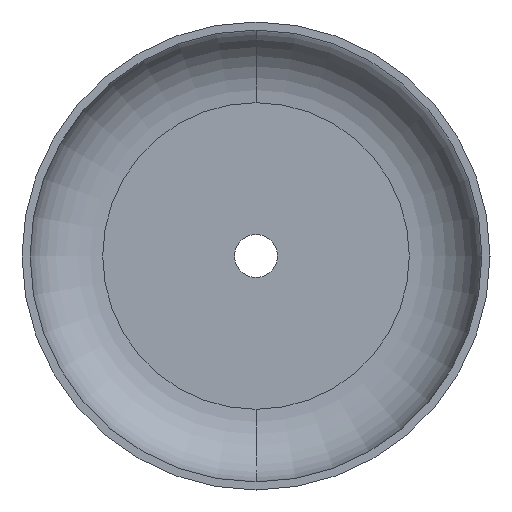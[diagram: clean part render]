
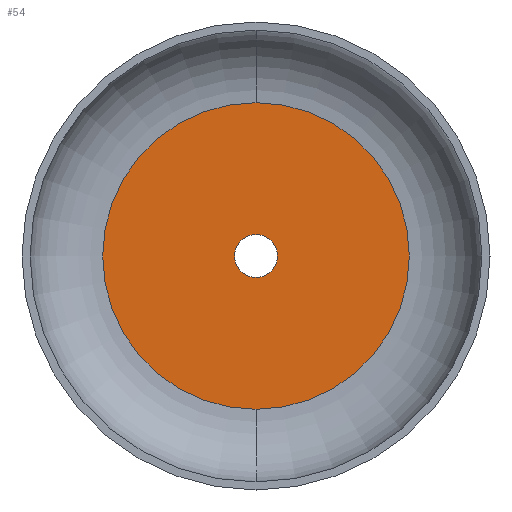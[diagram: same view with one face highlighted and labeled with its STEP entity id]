
A CAD part, front view. The second image highlights one B-rep face of the part: STEP entity #54.
In plain terms, the highlighted planar face has unit normal (0, -1, 0).
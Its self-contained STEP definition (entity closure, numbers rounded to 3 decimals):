
#4 = DIRECTION ( 'NONE',  ( 0., -1., 0. ) ) ;
#17 = CIRCLE ( 'NONE', #138, 2.65 ) ;
#19 = ORIENTED_EDGE ( 'NONE', *, *, #305, .T. ) ;
#23 = AXIS2_PLACEMENT_3D ( 'NONE', #165, #367, #307 ) ;
#25 = CIRCLE ( 'NONE', #62, 19. ) ;
#32 = AXIS2_PLACEMENT_3D ( 'NONE', #167, #277, #229 ) ;
#35 = CARTESIAN_POINT ( 'NONE',  ( 0., 17.5, 0. ) ) ;
#44 = CARTESIAN_POINT ( 'NONE',  ( 0., 17.5, -19. ) ) ;
#50 = FACE_BOUND ( 'NONE', #263, .T. ) ;
#54 = ADVANCED_FACE ( 'NONE', ( #50, #360 ), #333, .T. ) ;
#62 = AXIS2_PLACEMENT_3D ( 'NONE', #291, #115, #146 ) ;
#70 = CARTESIAN_POINT ( 'NONE',  ( 0., 17.5, 2.65 ) ) ;
#94 = EDGE_CURVE ( 'NONE', #206, #95, #123, .T. ) ;
#95 = VERTEX_POINT ( 'NONE', #278 ) ;
#102 = CARTESIAN_POINT ( 'NONE',  ( 0., 17.5, 19. ) ) ;
#104 = EDGE_CURVE ( 'NONE', #289, #214, #269, .T. ) ;
#110 = EDGE_CURVE ( 'NONE', #95, #206, #17, .T. ) ;
#115 = DIRECTION ( 'NONE',  ( 0., -1., 0. ) ) ;
#123 = CIRCLE ( 'NONE', #23, 2.65 ) ;
#130 = ORIENTED_EDGE ( 'NONE', *, *, #110, .F. ) ;
#133 = CARTESIAN_POINT ( 'NONE',  ( 0., 17.5, 0. ) ) ;
#138 = AXIS2_PLACEMENT_3D ( 'NONE', #35, #303, #253 ) ;
#146 = DIRECTION ( 'NONE',  ( 0., 0., -1. ) ) ;
#148 = EDGE_LOOP ( 'NONE', ( #313, #19 ) ) ;
#163 = DIRECTION ( 'NONE',  ( 0., 0., -1. ) ) ;
#165 = CARTESIAN_POINT ( 'NONE',  ( 0., 17.5, 0. ) ) ;
#167 = CARTESIAN_POINT ( 'NONE',  ( 0., 17.5, 0. ) ) ;
#198 = AXIS2_PLACEMENT_3D ( 'NONE', #133, #4, #163 ) ;
#206 = VERTEX_POINT ( 'NONE', #70 ) ;
#214 = VERTEX_POINT ( 'NONE', #102 ) ;
#229 = DIRECTION ( 'NONE',  ( 0., 0., -1. ) ) ;
#253 = DIRECTION ( 'NONE',  ( 0., 0., -1. ) ) ;
#263 = EDGE_LOOP ( 'NONE', ( #299, #130 ) ) ;
#269 = CIRCLE ( 'NONE', #32, 19. ) ;
#277 = DIRECTION ( 'NONE',  ( 0., -1., 0. ) ) ;
#278 = CARTESIAN_POINT ( 'NONE',  ( 0., 17.5, -2.65 ) ) ;
#289 = VERTEX_POINT ( 'NONE', #44 ) ;
#291 = CARTESIAN_POINT ( 'NONE',  ( 0., 17.5, 0. ) ) ;
#299 = ORIENTED_EDGE ( 'NONE', *, *, #94, .F. ) ;
#303 = DIRECTION ( 'NONE',  ( 0., -1., 0. ) ) ;
#305 = EDGE_CURVE ( 'NONE', #214, #289, #25, .T. ) ;
#307 = DIRECTION ( 'NONE',  ( 0., 0., -1. ) ) ;
#313 = ORIENTED_EDGE ( 'NONE', *, *, #104, .T. ) ;
#333 = PLANE ( 'NONE',  #198 ) ;
#360 = FACE_OUTER_BOUND ( 'NONE', #148, .T. ) ;
#367 = DIRECTION ( 'NONE',  ( 0., -1., 0. ) ) ;
